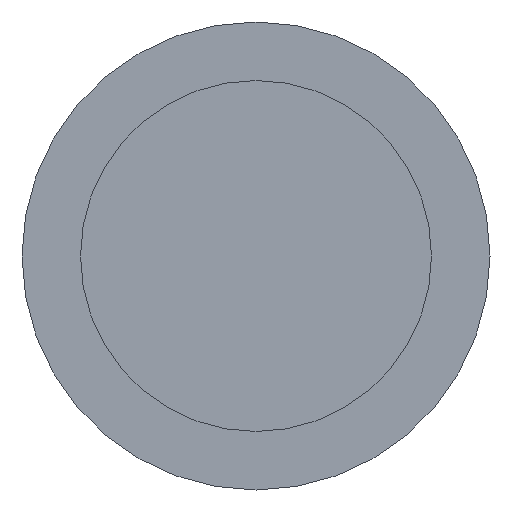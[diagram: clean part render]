
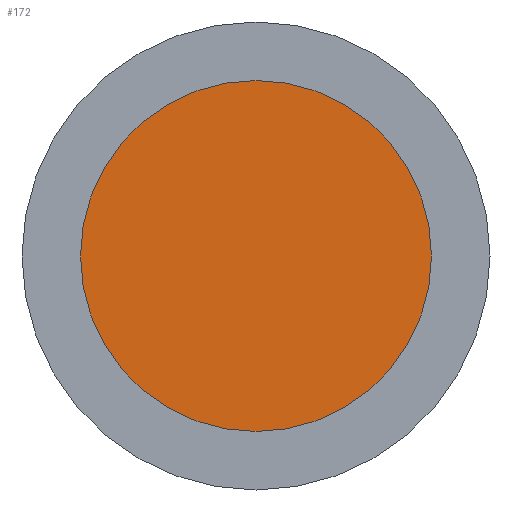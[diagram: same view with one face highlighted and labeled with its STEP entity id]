
A CAD part, front view. The second image highlights one B-rep face of the part: STEP entity #172.
In plain terms, the highlighted planar face has unit normal (0, -1, 0).
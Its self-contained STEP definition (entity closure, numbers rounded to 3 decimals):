
#36 = VERTEX_POINT ( 'NONE', #349 ) ;
#57 = CIRCLE ( 'NONE', #267, 0.75 ) ;
#83 = FACE_OUTER_BOUND ( 'NONE', #344, .T. ) ;
#95 = ORIENTED_EDGE ( 'NONE', *, *, #431, .T. ) ;
#116 = DIRECTION ( 'NONE',  ( 0., -1., 0. ) ) ;
#120 = PLANE ( 'NONE',  #184 ) ;
#122 = CARTESIAN_POINT ( 'NONE',  ( 0., 0., 0. ) ) ;
#172 = ADVANCED_FACE ( 'NONE', ( #83 ), #120, .F. ) ;
#184 = AXIS2_PLACEMENT_3D ( 'NONE', #122, #235, #441 ) ;
#235 = DIRECTION ( 'NONE',  ( 0., 1., 0. ) ) ;
#237 = CARTESIAN_POINT ( 'NONE',  ( 0., 0., -0.75 ) ) ;
#255 = DIRECTION ( 'NONE',  ( 0., -1., 0. ) ) ;
#257 = CARTESIAN_POINT ( 'NONE',  ( 0., 0., 0. ) ) ;
#260 = AXIS2_PLACEMENT_3D ( 'NONE', #429, #116, #325 ) ;
#267 = AXIS2_PLACEMENT_3D ( 'NONE', #257, #255, #392 ) ;
#307 = CIRCLE ( 'NONE', #260, 0.75 ) ;
#325 = DIRECTION ( 'NONE',  ( 0., 0., -1. ) ) ;
#344 = EDGE_LOOP ( 'NONE', ( #95, #398 ) ) ;
#346 = VERTEX_POINT ( 'NONE', #237 ) ;
#349 = CARTESIAN_POINT ( 'NONE',  ( 0., 0., 0.75 ) ) ;
#392 = DIRECTION ( 'NONE',  ( 0., 0., -1. ) ) ;
#398 = ORIENTED_EDGE ( 'NONE', *, *, #453, .T. ) ;
#429 = CARTESIAN_POINT ( 'NONE',  ( 0., 0., 0. ) ) ;
#431 = EDGE_CURVE ( 'NONE', #346, #36, #307, .T. ) ;
#441 = DIRECTION ( 'NONE',  ( 0., 0., 1. ) ) ;
#453 = EDGE_CURVE ( 'NONE', #36, #346, #57, .T. ) ;
